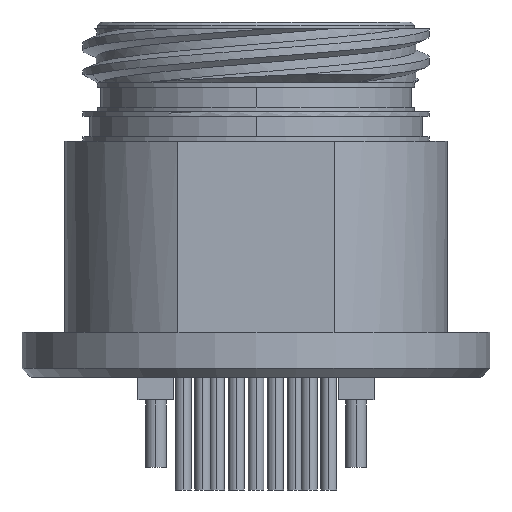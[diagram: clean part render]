
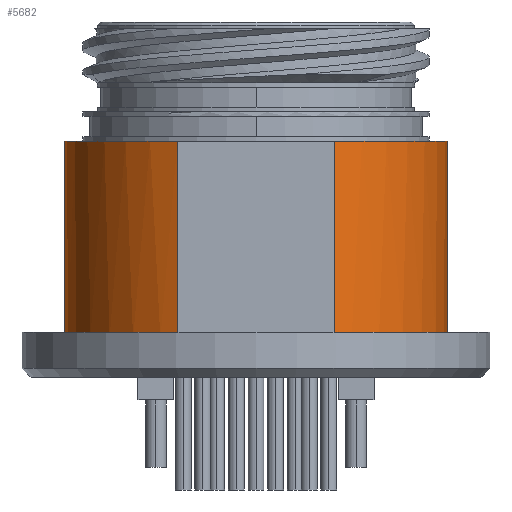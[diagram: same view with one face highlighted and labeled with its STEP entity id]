
A CAD part, left-side view. The second image highlights one B-rep face of the part: STEP entity #5682.
In plain terms, the highlighted cylindrical face has radius 8.5 mm (diameter 17 mm), a partial arc.
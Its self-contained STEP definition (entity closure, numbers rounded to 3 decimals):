
#5598=CARTESIAN_POINT('',(0.0,0.0,2.428));
#5599=DIRECTION('',(0.0,0.0,1.0));
#5600=DIRECTION('',(0.0,-1.0,0.0));
#5601=AXIS2_PLACEMENT_3D('',#5598,#5599,#5600);
#5602=CYLINDRICAL_SURFACE('',#5601,8.5);
#5603=CARTESIAN_POINT('',(0.0,-8.5,11.5));
#5604=VERTEX_POINT('',#5603);
#5605=CARTESIAN_POINT('',(0.0,-8.5,2.72));
#5606=VERTEX_POINT('',#5605);
#5607=CARTESIAN_POINT('',(0.0,-8.5,11.5));
#5608=DIRECTION('',(0.0,0.0,-1.0));
#5609=VECTOR('',#5608,8.78);
#5610=LINE('',#5607,#5609);
#5611=EDGE_CURVE('',#5604,#5606,#5610,.T.);
#5612=ORIENTED_EDGE('',*,*,#5611,.F.);
#5613=CARTESIAN_POINT('',(-7.75,-3.491,11.5));
#5614=VERTEX_POINT('',#5613);
#5615=CARTESIAN_POINT('',(0.0,0.0,11.5));
#5616=DIRECTION('',(0.0,0.0,-1.0));
#5617=DIRECTION('',(0.0,-1.0,0.0));
#5618=AXIS2_PLACEMENT_3D('',#5615,#5616,#5617);
#5619=CIRCLE('',#5618,8.5);
#5620=EDGE_CURVE('',#5604,#5614,#5619,.T.);
#5621=ORIENTED_EDGE('',*,*,#5620,.T.);
#5622=CARTESIAN_POINT('',(-7.75,-3.491,3.0));
#5623=VERTEX_POINT('',#5622);
#5624=CARTESIAN_POINT('',(-7.75,-3.491,11.5));
#5625=DIRECTION('',(0.0,0.0,-1.0));
#5626=VECTOR('',#5625,8.5);
#5627=LINE('',#5624,#5626);
#5628=EDGE_CURVE('',#5614,#5623,#5627,.T.);
#5629=ORIENTED_EDGE('',*,*,#5628,.T.);
#5630=CARTESIAN_POINT('',(-7.75,3.491,3.0));
#5631=VERTEX_POINT('',#5630);
#5632=CARTESIAN_POINT('',(0.0,0.0,3.0));
#5633=DIRECTION('',(0.0,0.0,-1.0));
#5634=DIRECTION('',(0.0,-1.0,0.0));
#5635=AXIS2_PLACEMENT_3D('',#5632,#5633,#5634);
#5636=CIRCLE('',#5635,8.5);
#5637=EDGE_CURVE('',#5623,#5631,#5636,.T.);
#5638=ORIENTED_EDGE('',*,*,#5637,.T.);
#5639=CARTESIAN_POINT('',(-7.75,3.491,11.5));
#5640=VERTEX_POINT('',#5639);
#5641=CARTESIAN_POINT('',(-7.75,3.491,3.0));
#5642=DIRECTION('',(0.0,0.0,1.0));
#5643=VECTOR('',#5642,8.5);
#5644=LINE('',#5641,#5643);
#5645=EDGE_CURVE('',#5631,#5640,#5644,.T.);
#5646=ORIENTED_EDGE('',*,*,#5645,.T.);
#5647=CARTESIAN_POINT('',(0.,8.5,11.5));
#5648=VERTEX_POINT('',#5647);
#5649=CARTESIAN_POINT('',(0.0,0.0,11.5));
#5650=DIRECTION('',(0.0,0.0,-1.0));
#5651=DIRECTION('',(0.0,-1.0,0.0));
#5652=AXIS2_PLACEMENT_3D('',#5649,#5650,#5651);
#5653=CIRCLE('',#5652,8.5);
#5654=EDGE_CURVE('',#5640,#5648,#5653,.T.);
#5655=ORIENTED_EDGE('',*,*,#5654,.T.);
#5656=CARTESIAN_POINT('',(0.,8.5,2.72));
#5657=VERTEX_POINT('',#5656);
#5658=CARTESIAN_POINT('',(0.,8.5,11.5));
#5659=DIRECTION('',(0.0,0.0,-1.0));
#5660=VECTOR('',#5659,8.78);
#5661=LINE('',#5658,#5660);
#5662=EDGE_CURVE('',#5648,#5657,#5661,.T.);
#5663=ORIENTED_EDGE('',*,*,#5662,.T.);
#5664=CARTESIAN_POINT('',(-8.5,0.,2.72));
#5665=VERTEX_POINT('',#5664);
#5666=CARTESIAN_POINT('',(0.0,0.0,2.72));
#5667=DIRECTION('',(0.0,0.0,1.0));
#5668=DIRECTION('',(0.0,-1.0,0.0));
#5669=AXIS2_PLACEMENT_3D('',#5666,#5667,#5668);
#5670=CIRCLE('',#5669,8.5);
#5671=EDGE_CURVE('',#5657,#5665,#5670,.T.);
#5672=ORIENTED_EDGE('',*,*,#5671,.T.);
#5673=CARTESIAN_POINT('',(0.0,0.0,2.72));
#5674=DIRECTION('',(0.0,0.0,1.0));
#5675=DIRECTION('',(0.0,-1.0,0.0));
#5676=AXIS2_PLACEMENT_3D('',#5673,#5674,#5675);
#5677=CIRCLE('',#5676,8.5);
#5678=EDGE_CURVE('',#5665,#5606,#5677,.T.);
#5679=ORIENTED_EDGE('',*,*,#5678,.T.);
#5680=EDGE_LOOP('',(#5612,#5621,#5629,#5638,#5646,#5655,#5663,#5672,#5679));
#5681=FACE_OUTER_BOUND('',#5680,.T.);
#5682=ADVANCED_FACE('',(#5681),#5602,.T.);
